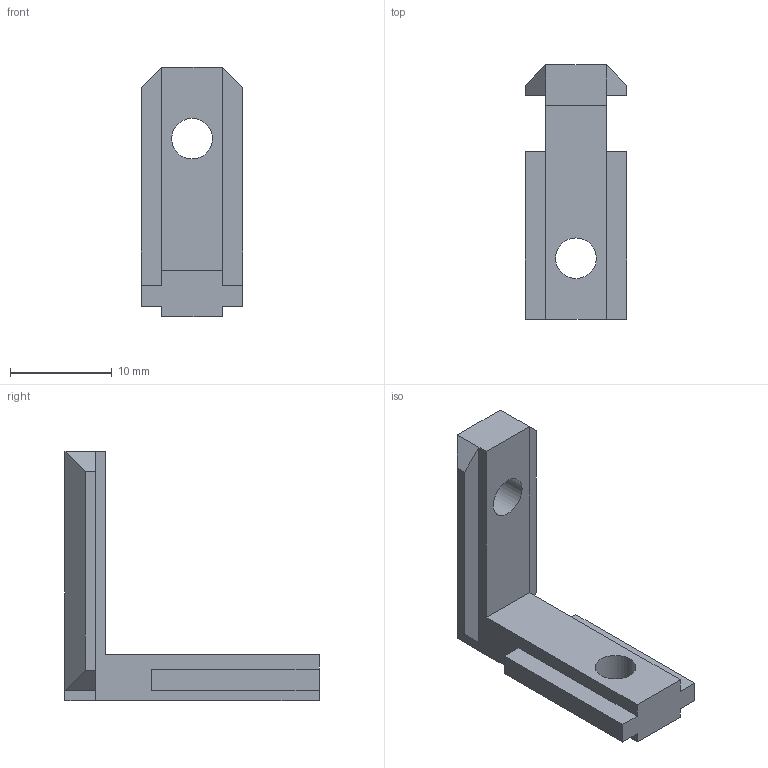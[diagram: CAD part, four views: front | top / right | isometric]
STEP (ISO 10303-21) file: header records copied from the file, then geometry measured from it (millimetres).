
FILE_DESCRIPTION(/* description */ ('STEP AP203','CAx-IF Rec.Pracs.---Representation and Presentation of Product Manufacturing Information (PMI)---4.0---2014-10-13'),/* implementation_level */ '2;1');
FILE_NAME(/* name */ 'A185.stp',/* time_stamp */ '2019-03-22T14:47:07+03:00',/* author */ ('maste'),/* organization */ (''),/* preprocessor_version */ 'ST-DEVELOPER v17',/* originating_system */ 'Autodesk Inventor 2018',/* authorisation */ '');
FILE_SCHEMA (('AP242_MANAGED_MODEL_BASED_3D_ENGINEERING_MIM_LF { 1 0 10303 442 1 1 4 }'));
Length unit declared in the file: millimetre
Products named in the file (1): A185
Bounding box: 9.99 x 25 x 24.5 mm (x, y, z)
Volume: 1361 mm3; surface area: 1312.3 mm2
Topology: 1 solids, 1 shells, 32 faces, 90 edges, 60 vertices
Faces by surface type: plane 30, cylinder 2
Full cylindrical faces by diameter (mm): 4 x2
Entity records: 1190 total; most frequent: CARTESIAN_POINT 208, DIRECTION 198, ORIENTED_EDGE 180, EDGE_CURVE 90, LINE 82, VECTOR 82, AXIS2_PLACEMENT_3D 62, VERTEX_POINT 60
